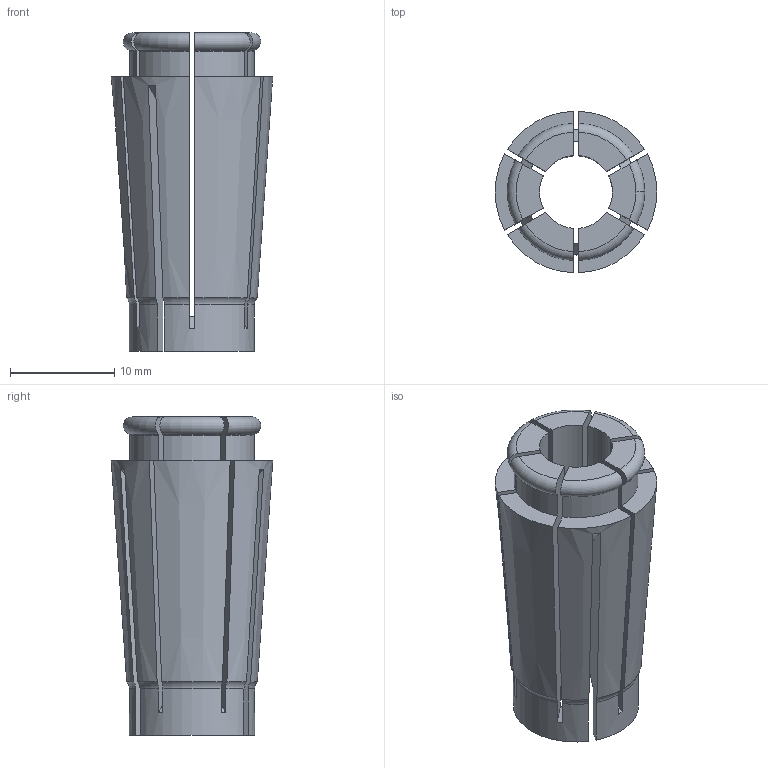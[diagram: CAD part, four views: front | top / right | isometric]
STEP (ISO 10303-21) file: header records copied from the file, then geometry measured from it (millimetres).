
FILE_DESCRIPTION (( 'STEP AP203' ), '1' );
FILE_NAME ('STP-251.790.10-07.STEP', '2019-12-17T03:41:13', ( '' ), ( '' ), 'SwSTEP 2.0', 'SolidWorks 2017', '' );
FILE_SCHEMA (( 'CONFIG_CONTROL_DESIGN' ));
Length unit declared in the file: millimetre
Products named in the file (1): STP-251.790.10-07
Bounding box: 15.5 x 15.49 x 30.5 mm (x, y, z)
Volume: 2548.5 mm3; surface area: 3409.8 mm2
Topology: 1 solids, 1 shells, 102 faces, 304 edges, 202 vertices
Faces by surface type: plane 33, cylinder 29, torus 23, cone 17
Entity records: 3939 total; most frequent: CARTESIAN_POINT 1205, ORIENTED_EDGE 608, DIRECTION 518, EDGE_CURVE 304, AXIS2_PLACEMENT_3D 209, VERTEX_POINT 202, CIRCLE 106, ADVANCED_FACE 102
